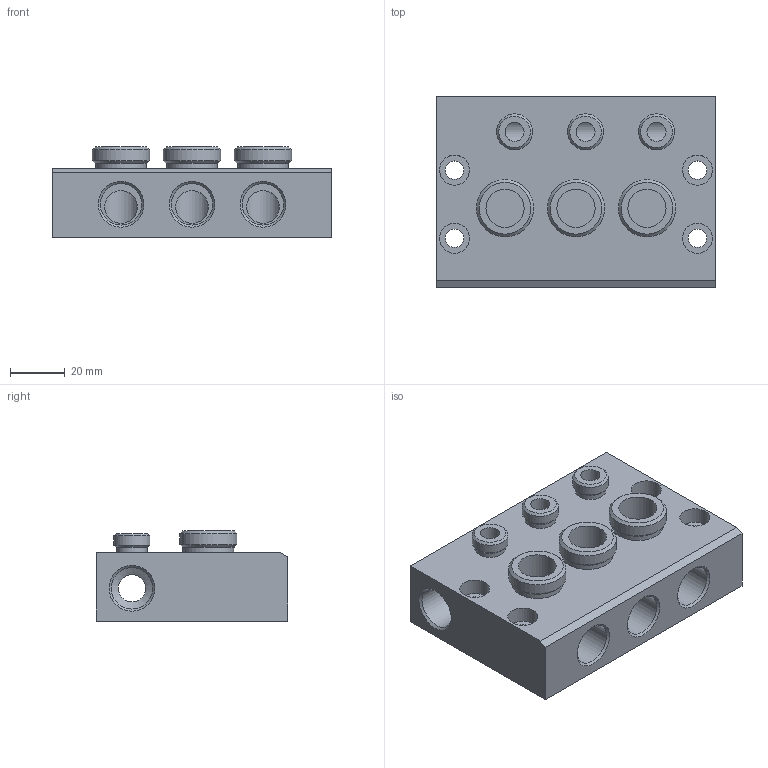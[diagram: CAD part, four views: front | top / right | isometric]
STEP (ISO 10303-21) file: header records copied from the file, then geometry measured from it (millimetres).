
FILE_DESCRIPTION(/* description */ (''),/* implementation_level */ '2;1');
FILE_NAME(/* name */ '410 002 03.stp',/* time_stamp */ '2018-06-15T13:23:15+02:00',/* author */ ('Lars'),/* organization */ ('AVAC Vakuumteknik AB'),/* preprocessor_version */ 'ST-DEVELOPER v17',/* originating_system */ 'Autodesk Inventor 2018',/* authorisation */ '');
FILE_SCHEMA (('AUTOMOTIVE_DESIGN { 1 0 10303 214 3 1 1 }'));
Length unit declared in the file: millimetre
Products named in the file (1): 410 002 03
Bounding box: 102 x 70 x 33 mm (x, y, z)
Volume: 147139.9 mm3; surface area: 37763.4 mm2
Topology: 1 solids, 1 shells, 83 faces, 185 edges, 123 vertices
Faces by surface type: cylinder 35, plane 29, cone 19
Full cylindrical faces by diameter (mm): 6.7 x4, 7 x3, 10 x1, 11 x4, 11.2 x3, 12 x3, 13.157 x3, 14 x3, 15.2 x5, 18.6 x3, 20.955 x3
Entity records: 2661 total; most frequent: CARTESIAN_POINT 623, DIRECTION 445, ORIENTED_EDGE 370, AXIS2_PLACEMENT_3D 188, EDGE_CURVE 185, EDGE_LOOP 124, VERTEX_POINT 123, CIRCLE 104
